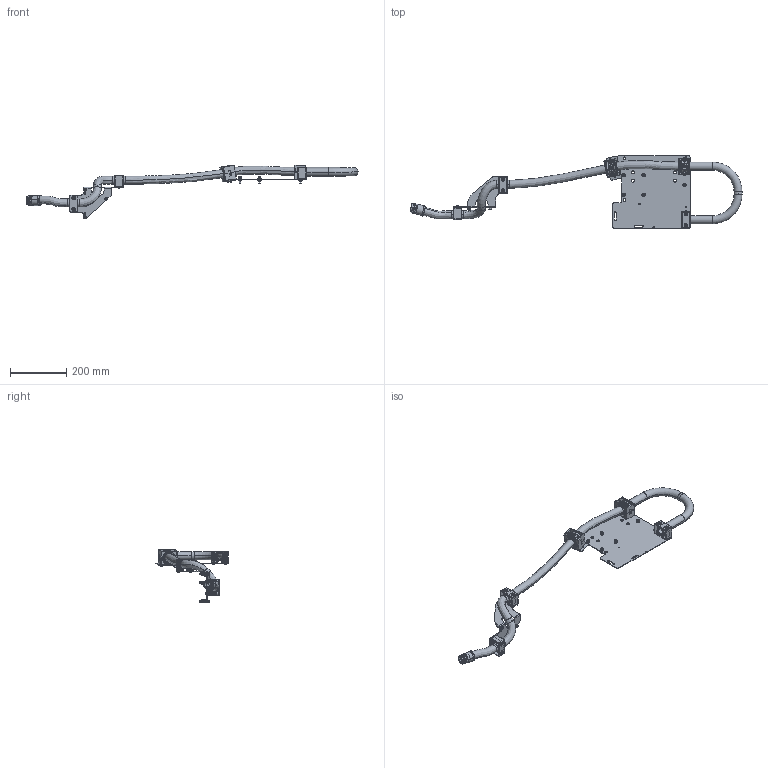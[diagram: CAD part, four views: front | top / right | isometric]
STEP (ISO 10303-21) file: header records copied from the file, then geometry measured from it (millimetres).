
FILE_DESCRIPTION (( 'STEP AP203' ), '1' );
FILE_NAME ('P2201.STEP', '2018-11-30T10:04:12', ( '' ), ( '' ), 'SwSTEP 2.0', 'SolidWorks 2017', '' );
FILE_SCHEMA (( 'CONFIG_CONTROL_DESIGN' ));
Length unit declared in the file: millimetre
Products named in the file (16): P0212-005A; MC6S 5x30; MC6S 5x45; MC6S 6x16; A0212-008A; Bricka 6.4_12_1.6; Miltronic Reiku VPHOB-23 art.nr 145022; Bricka 5.3x10x1; P0189-073B; 21260023-4 mutter; Miltronic Reiku PARAB-23F art.nr 145069 L=1600mm; P2201; 21660873-5slangförskruvning; Bix DRM 53100x18; P0189-028B; MC6S 6x40
Assembly tree (49 placements, depth 3):
  P2201
    P0189-028B
    A0212-008A  x2
      P0212-005A
      MC6S 5x45
    Miltronic Reiku VPHOB-23 art.nr 145022  x3
    P0189-073B
    Miltronic Reiku PARAB-23F art.nr 145069 L=1600mm
    21660873-5slangförskruvning
    Bix DRM 53100x18  x3
    MC6S 6x40  x6
    MC6S 5x30  x3
    MC6S 6x16  x5
    Bricka 6.4_12_1.6  x15
    Bricka 5.3x10x1  x3
    21260023-4 mutter
Bounding box: 1183.28 x 260 x 191.95 mm (x, y, z)
Volume: 801856.1 mm3; surface area: 584710.9 mm2
Topology: 59 solids, 59 shells, 2795 faces, 7089 edges, 4426 vertices
Faces by surface type: cylinder 1007, plane 916, bspline 464, torus 236, cone 120, sphere 52
Entity records: 38690 total; most frequent: CARTESIAN_POINT 12464, ORIENTED_EDGE 4992, DIRECTION 4963, EDGE_CURVE 2496, AXIS2_PLACEMENT_3D 1936, VERTEX_POINT 1596, EDGE_LOOP 1108, LINE 1091
